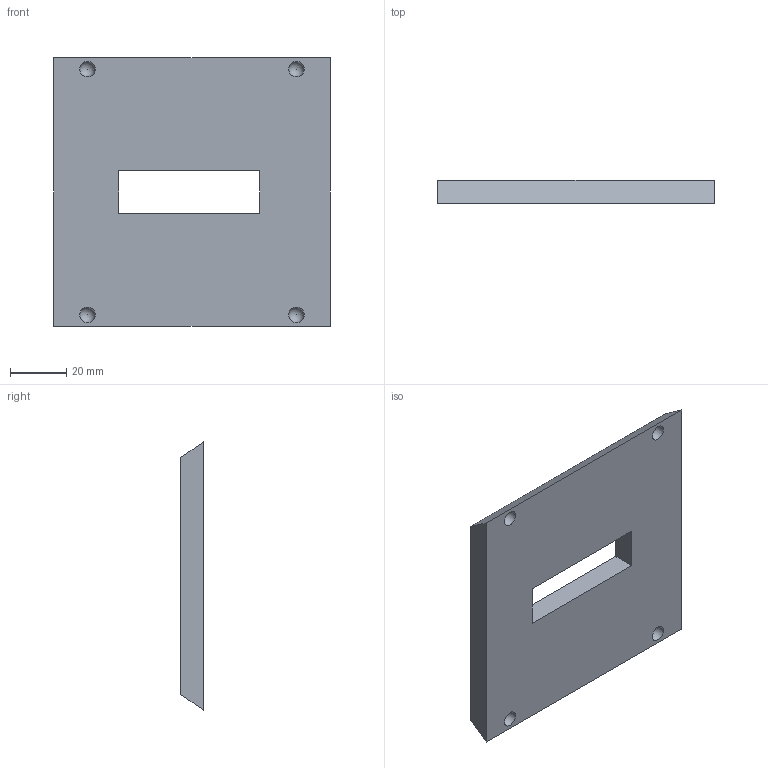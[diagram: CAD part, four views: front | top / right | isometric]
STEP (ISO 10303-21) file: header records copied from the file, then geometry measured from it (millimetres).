
FILE_DESCRIPTION(/* description */ (''),/* implementation_level */ '2;1');
FILE_NAME(/* name */ 'Lid_570.stp',/* time_stamp */ '2025-09-11T14:16:16-04:00',/* author */ ('usman'),/* organization */ (''),/* preprocessor_version */ 'ST-DEVELOPER v20.1',/* originating_system */ 'Autodesk Inventor 2026',/* authorisation */ '');
FILE_SCHEMA (('AUTOMOTIVE_DESIGN { 1 0 10303 214 3 1 1 }'));
Length unit declared in the file: millimetre
Products named in the file (1): Lid_570
Bounding box: 98 x 8 x 95 mm (x, y, z)
Volume: 63748.3 mm3; surface area: 21249 mm2
Topology: 1 solids, 1 shells, 717 faces, 1974 edges, 1317 vertices
Faces by surface type: bspline 429, plane 284, sphere 4
Entity records: 25360 total; most frequent: CARTESIAN_POINT 10014, ORIENTED_EDGE 3940, EDGE_CURVE 1970, DIRECTION 1698, VERTEX_POINT 1316, LINE 1104, VECTOR 1104, B_SPLINE_CURVE_WITH_KNOTS 858
